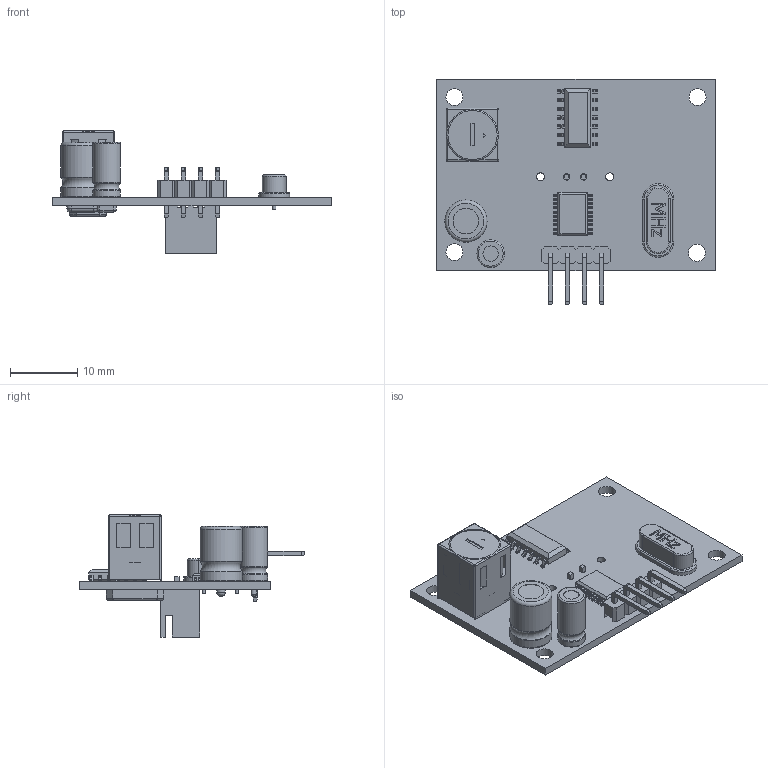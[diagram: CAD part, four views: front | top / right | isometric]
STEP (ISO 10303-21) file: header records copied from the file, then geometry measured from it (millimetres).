
FILE_DESCRIPTION(/* description */ (''),/* implementation_level */ '2;1');
FILE_NAME(/* name */ 'JSN20.stp',/* time_stamp */ '2018-08-01T20:40:40+02:00',/* author */ ('gabri'),/* organization */ (''),/* preprocessor_version */ 'ST-DEVELOPER v17',/* originating_system */ 'Autodesk Inventor 2019',/* authorisation */ '');
FILE_SCHEMA (('AUTOMOTIVE_DESIGN { 1 0 10303 214 3 1 1 }'));
Length unit declared in the file: millimetre
Products named in the file (1): JSN20
Bounding box: 41.36 x 33.52 x 18.15 mm (x, y, z)
Volume: 2741.1 mm3; surface area: 5071.4 mm2
Topology: 49 solids, 49 shells, 921 faces, 2316 edges, 1513 vertices
Faces by surface type: plane 642, cylinder 252, torus 17, bspline 6, sphere 4
Full cylindrical faces by diameter (mm): 0.48 x2, 0.95 x2, 1 x4, 1.2 x2, 1.8 x2, 2.3 x1, 2.53 x4, 3.8 x1, 4.1 x2, 6.28 x2, 7.7 x2
Entity records: 27792 total; most frequent: CARTESIAN_POINT 4897, DIRECTION 4688, ORIENTED_EDGE 4632, EDGE_CURVE 2316, LINE 1762, VECTOR 1762, VERTEX_POINT 1513, AXIS2_PLACEMENT_3D 1463
